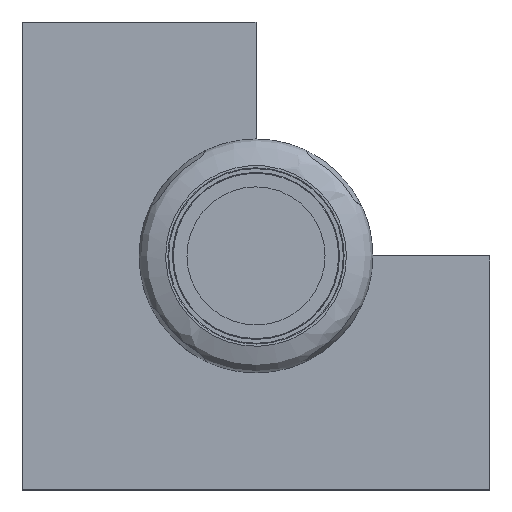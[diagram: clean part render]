
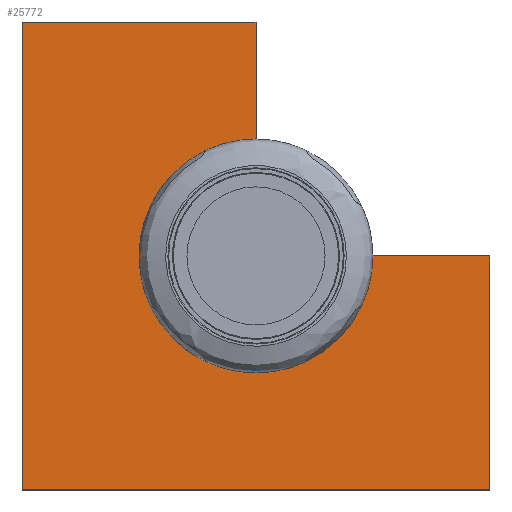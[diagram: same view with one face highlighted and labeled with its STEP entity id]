
A CAD part, top view. The second image highlights one B-rep face of the part: STEP entity #25772.
In plain terms, the highlighted planar face has unit normal (0, 0, 1).
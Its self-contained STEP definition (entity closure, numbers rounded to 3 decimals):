
#1338=CIRCLE('',#27737,110.);
#2430=PLANE('',#27738);
#5362=ORIENTED_EDGE('',*,*,#12744,.T.);
#5363=ORIENTED_EDGE('',*,*,#12746,.T.);
#5364=ORIENTED_EDGE('',*,*,#12737,.T.);
#5365=ORIENTED_EDGE('',*,*,#12747,.T.);
#5366=ORIENTED_EDGE('',*,*,#12748,.T.);
#5367=ORIENTED_EDGE('',*,*,#12749,.T.);
#5368=ORIENTED_EDGE('',*,*,#12750,.T.);
#12737=EDGE_CURVE('',#16543,#16544,#18739,.T.);
#12744=EDGE_CURVE('',#16548,#16550,#18746,.T.);
#12746=EDGE_CURVE('',#16550,#16543,#1338,.T.);
#12747=EDGE_CURVE('',#16544,#16551,#18747,.T.);
#12748=EDGE_CURVE('',#16551,#16552,#18748,.T.);
#12749=EDGE_CURVE('',#16552,#16553,#18749,.T.);
#12750=EDGE_CURVE('',#16553,#16548,#18750,.T.);
#16543=VERTEX_POINT('',#44923);
#16544=VERTEX_POINT('',#44924);
#16548=VERTEX_POINT('',#44933);
#16550=VERTEX_POINT('',#44937);
#16551=VERTEX_POINT('',#44944);
#16552=VERTEX_POINT('',#44946);
#16553=VERTEX_POINT('',#44948);
#18739=LINE('',#44922,#20151);
#18746=LINE('',#44938,#20158);
#18747=LINE('',#44943,#20159);
#18748=LINE('',#44945,#20160);
#18749=LINE('',#44947,#20161);
#18750=LINE('',#44949,#20162);
#20151=VECTOR('',#30565,1000.);
#20158=VECTOR('',#30574,1000.);
#20159=VECTOR('',#30583,1000.);
#20160=VECTOR('',#30584,1000.);
#20161=VECTOR('',#30585,1000.);
#20162=VECTOR('',#30586,1000.);
#21798=EDGE_LOOP('',(#5362,#5363,#5364,#5365,#5366,#5367,#5368));
#23668=FACE_BOUND('',#21798,.T.);
#25772=ADVANCED_FACE('',(#23668),#2430,.T.);
#27737=AXIS2_PLACEMENT_3D('',#44941,#30579,#30580);
#27738=AXIS2_PLACEMENT_3D('',#44942,#30581,#30582);
#30565=DIRECTION('',(0.,1.,0.));
#30574=DIRECTION('',(-1.,0.,0.));
#30579=DIRECTION('',(0.,0.,-1.));
#30580=DIRECTION('',(-1.,0.,0.));
#30581=DIRECTION('',(0.,0.,1.));
#30582=DIRECTION('',(1.,0.,0.));
#30583=DIRECTION('',(-1.,0.,0.));
#30584=DIRECTION('',(0.,-1.,0.));
#30585=DIRECTION('',(1.,0.,0.));
#30586=DIRECTION('',(0.,1.,0.));
#44922=CARTESIAN_POINT('',(0.,205.,-33.));
#44923=CARTESIAN_POINT('',(0.,110.,-33.));
#44924=CARTESIAN_POINT('',(0.,300.,-33.));
#44933=CARTESIAN_POINT('',(300.,0.,-33.));
#44937=CARTESIAN_POINT('',(110.,0.,-33.));
#44938=CARTESIAN_POINT('',(205.,0.,-33.));
#44941=CARTESIAN_POINT('',(0.,0.,-33.));
#44942=CARTESIAN_POINT('',(300.,300.,-33.));
#44943=CARTESIAN_POINT('',(-150.,300.,-33.));
#44944=CARTESIAN_POINT('',(-300.,300.,-33.));
#44945=CARTESIAN_POINT('',(-300.,0.,-33.));
#44946=CARTESIAN_POINT('',(-300.,-300.,-33.));
#44947=CARTESIAN_POINT('',(0.,-300.,-33.));
#44948=CARTESIAN_POINT('',(300.,-300.,-33.));
#44949=CARTESIAN_POINT('',(300.,-150.,-33.));
